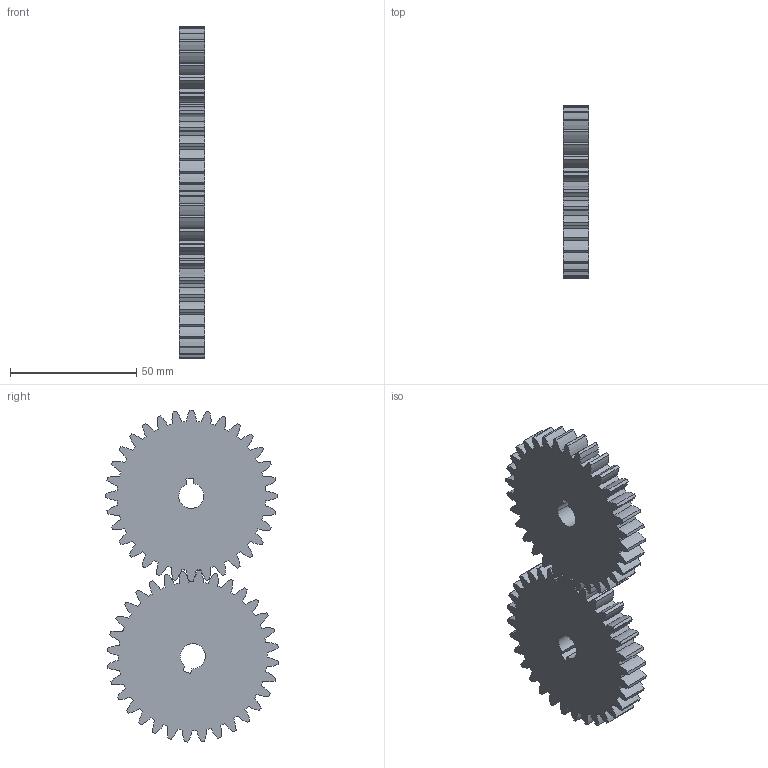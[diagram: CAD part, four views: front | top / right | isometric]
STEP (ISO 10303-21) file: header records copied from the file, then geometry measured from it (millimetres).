
FILE_DESCRIPTION (( 'STEP AP214' ), '1' );
FILE_NAME ('Spur Gear.STEP', '2025-10-22T13:26:08', ( '' ), ( '' ), 'SwSTEP 2.0', 'SolidWorks 2023', '' );
FILE_SCHEMA (( 'AUTOMOTIVE_DESIGN' ));
Length unit declared in the file: millimetre
Products named in the file (2): spur gear_iso_ISO - Spur gear 2M 32T 20PA 10FW ---S32A75H50L10.0S1; Spur Gear
Assembly tree (2 placements, depth 2):
  Spur Gear
    spur gear_iso_ISO - Spur gear 2M 32T 20PA 10FW ---S32A75H50L10.0S1  x2
Bounding box: 10 x 68.53 x 131.56 mm (x, y, z)
Volume: 61369.3 mm3; surface area: 21062.9 mm2
Topology: 2 solids, 2 shells, 278 faces, 822 edges, 548 vertices
Faces by surface type: cylinder 268, plane 10
Entity records: 4880 total; most frequent: DIRECTION 967, CARTESIAN_POINT 829, ORIENTED_EDGE 822, AXIS2_PLACEMENT_3D 412, EDGE_CURVE 411, VERTEX_POINT 274, CIRCLE 268, VECTOR 143
